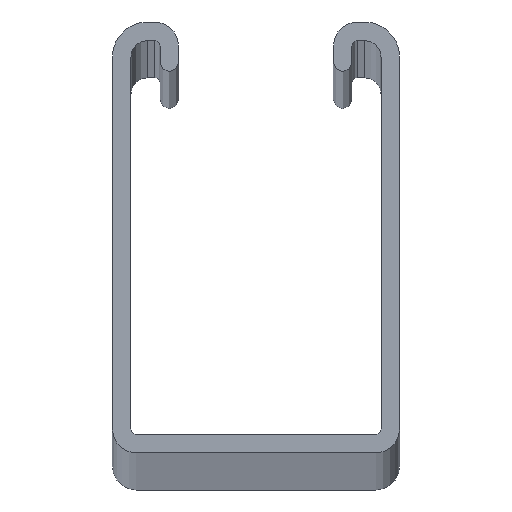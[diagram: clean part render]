
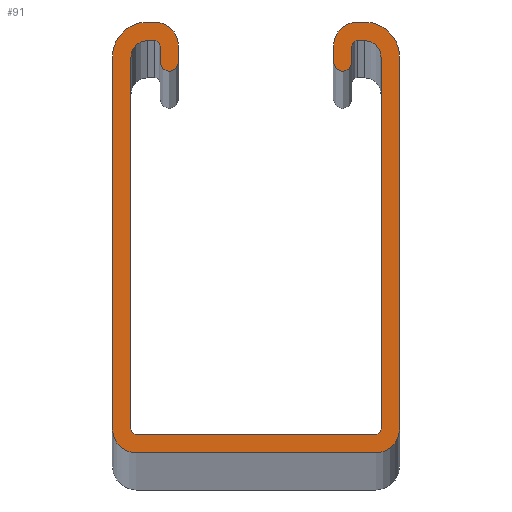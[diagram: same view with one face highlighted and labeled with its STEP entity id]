
A CAD part, top view. The second image highlights one B-rep face of the part: STEP entity #91.
In plain terms, the highlighted planar face has unit normal (0, 0, 1).
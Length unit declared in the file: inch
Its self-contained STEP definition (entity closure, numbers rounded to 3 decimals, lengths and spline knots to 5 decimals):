
#91=ADVANCED_FACE('',(#187),#188,.T.);
#187=FACE_OUTER_BOUND('',#285,.T.);
#188=PLANE('',#286);
#285=EDGE_LOOP('',(#491,#492,#493,#494,#495,#496,#497,#498,#499,#500,#501,#502,#503,#504,#505,#506,#507,#508,#509,#510,#511,#512,#513,#514,#515,#516,#517,#518));
#286=AXIS2_PLACEMENT_3D('',#519,#520,#521);
#491=ORIENTED_EDGE('',*,*,#700,.F.);
#492=ORIENTED_EDGE('',*,*,#674,.F.);
#493=ORIENTED_EDGE('',*,*,#695,.F.);
#494=ORIENTED_EDGE('',*,*,#691,.F.);
#495=ORIENTED_EDGE('',*,*,#701,.F.);
#496=ORIENTED_EDGE('',*,*,#612,.F.);
#497=ORIENTED_EDGE('',*,*,#665,.F.);
#498=ORIENTED_EDGE('',*,*,#622,.F.);
#499=ORIENTED_EDGE('',*,*,#702,.F.);
#500=ORIENTED_EDGE('',*,*,#637,.F.);
#501=ORIENTED_EDGE('',*,*,#703,.F.);
#502=ORIENTED_EDGE('',*,*,#704,.F.);
#503=ORIENTED_EDGE('',*,*,#684,.F.);
#504=ORIENTED_EDGE('',*,*,#705,.F.);
#505=ORIENTED_EDGE('',*,*,#670,.F.);
#506=ORIENTED_EDGE('',*,*,#706,.F.);
#507=ORIENTED_EDGE('',*,*,#707,.F.);
#508=ORIENTED_EDGE('',*,*,#680,.F.);
#509=ORIENTED_EDGE('',*,*,#708,.F.);
#510=ORIENTED_EDGE('',*,*,#709,.F.);
#511=ORIENTED_EDGE('',*,*,#632,.F.);
#512=ORIENTED_EDGE('',*,*,#678,.F.);
#513=ORIENTED_EDGE('',*,*,#617,.F.);
#514=ORIENTED_EDGE('',*,*,#667,.F.);
#515=ORIENTED_EDGE('',*,*,#688,.F.);
#516=ORIENTED_EDGE('',*,*,#697,.F.);
#517=ORIENTED_EDGE('',*,*,#710,.F.);
#518=ORIENTED_EDGE('',*,*,#627,.F.);
#519=CARTESIAN_POINT('',(0.8125,1.11119,120.0));
#520=DIRECTION('',(0.0,0.0,1.0));
#521=DIRECTION('',(1.0,0.0,0.0));
#612=EDGE_CURVE('',#727,#728,#729,.T.);
#617=EDGE_CURVE('',#736,#737,#738,.T.);
#622=EDGE_CURVE('',#745,#746,#747,.T.);
#627=EDGE_CURVE('',#754,#755,#756,.T.);
#632=EDGE_CURVE('',#763,#764,#765,.T.);
#637=EDGE_CURVE('',#772,#773,#774,.T.);
#665=EDGE_CURVE('',#746,#727,#820,.T.);
#667=EDGE_CURVE('',#822,#736,#823,.T.);
#670=EDGE_CURVE('',#826,#827,#828,.T.);
#674=EDGE_CURVE('',#832,#833,#834,.T.);
#678=EDGE_CURVE('',#737,#763,#838,.T.);
#680=EDGE_CURVE('',#840,#841,#842,.T.);
#684=EDGE_CURVE('',#846,#847,#848,.T.);
#688=EDGE_CURVE('',#852,#822,#853,.T.);
#691=EDGE_CURVE('',#856,#857,#858,.T.);
#695=EDGE_CURVE('',#857,#832,#862,.T.);
#697=EDGE_CURVE('',#864,#852,#865,.T.);
#700=EDGE_CURVE('',#833,#754,#868,.T.);
#701=EDGE_CURVE('',#728,#856,#869,.T.);
#702=EDGE_CURVE('',#773,#745,#870,.T.);
#703=EDGE_CURVE('',#871,#772,#872,.T.);
#704=EDGE_CURVE('',#847,#871,#873,.T.);
#705=EDGE_CURVE('',#827,#846,#874,.T.);
#706=EDGE_CURVE('',#875,#826,#876,.T.);
#707=EDGE_CURVE('',#841,#875,#877,.T.);
#708=EDGE_CURVE('',#878,#840,#879,.T.);
#709=EDGE_CURVE('',#764,#878,#880,.T.);
#710=EDGE_CURVE('',#755,#864,#881,.T.);
#727=VERTEX_POINT('',#898);
#728=VERTEX_POINT('',#899);
#729=LINE('',#900,#901);
#736=VERTEX_POINT('',#911);
#737=VERTEX_POINT('',#912);
#738=CIRCLE('',#913,0.13625);
#745=VERTEX_POINT('',#922);
#746=VERTEX_POINT('',#923);
#747=LINE('',#924,#925);
#754=VERTEX_POINT('',#935);
#755=VERTEX_POINT('',#936);
#756=LINE('',#937,#938);
#763=VERTEX_POINT('',#948);
#764=VERTEX_POINT('',#949);
#765=CIRCLE('',#950,0.19875);
#772=VERTEX_POINT('',#959);
#773=VERTEX_POINT('',#960);
#774=LINE('',#961,#962);
#820=CIRCLE('',#1021,0.09375);
#822=VERTEX_POINT('',#1023);
#823=LINE('',#1024,#1025);
#826=VERTEX_POINT('',#1029);
#827=VERTEX_POINT('',#1030);
#828=CIRCLE('',#1031,0.19875);
#832=VERTEX_POINT('',#1037);
#833=VERTEX_POINT('',#1038);
#834=LINE('',#1039,#1040);
#838=LINE('',#1046,#1047);
#840=VERTEX_POINT('',#1049);
#841=VERTEX_POINT('',#1050);
#842=LINE('',#1051,#1052);
#846=VERTEX_POINT('',#1058);
#847=VERTEX_POINT('',#1059);
#848=CIRCLE('',#1060,0.13625);
#852=VERTEX_POINT('',#1066);
#853=CIRCLE('',#1067,0.0525);
#856=VERTEX_POINT('',#1071);
#857=VERTEX_POINT('',#1072);
#858=LINE('',#1073,#1074);
#862=CIRCLE('',#1080,0.03125);
#864=VERTEX_POINT('',#1082);
#865=LINE('',#1083,#1084);
#868=CIRCLE('',#1088,0.09375);
#869=CIRCLE('',#1089,0.03125);
#870=CIRCLE('',#1090,0.03125);
#871=VERTEX_POINT('',#1091);
#872=CIRCLE('',#1092,0.0525);
#873=LINE('',#1093,#1094);
#874=LINE('',#1095,#1096);
#875=VERTEX_POINT('',#1097);
#876=LINE('',#1098,#1099);
#877=CIRCLE('',#1100,0.13625);
#878=VERTEX_POINT('',#1101);
#879=CIRCLE('',#1102,0.13625);
#880=LINE('',#1103,#1104);
#881=CIRCLE('',#1105,0.03125);
#898=CARTESIAN_POINT('',(0.105,2.23875,120.0));
#899=CARTESIAN_POINT('',(0.105,0.13625,120.0));
#900=CARTESIAN_POINT('',(0.105,0.13625,120.0));
#901=VECTOR('',#1124,1.0);
#911=CARTESIAN_POINT('',(1.25,2.30125,120.0));
#912=CARTESIAN_POINT('',(1.38625,2.4375,120.0));
#913=AXIS2_PLACEMENT_3D('',#1128,#1129,#1130);
#922=CARTESIAN_POINT('',(0.23875,2.3325,120.0));
#923=CARTESIAN_POINT('',(0.19875,2.3325,120.0));
#924=CARTESIAN_POINT('',(0.19875,2.3325,120.0));
#925=VECTOR('',#1136,1.0);
#935=CARTESIAN_POINT('',(1.42625,2.3325,120.0));
#936=CARTESIAN_POINT('',(1.38625,2.3325,120.0));
#937=CARTESIAN_POINT('',(1.38625,2.3325,120.0));
#938=VECTOR('',#1140,1.0);
#948=CARTESIAN_POINT('',(1.42625,2.4375,120.0));
#949=CARTESIAN_POINT('',(1.625,2.23875,120.0));
#950=AXIS2_PLACEMENT_3D('',#1144,#1145,#1146);
#959=CARTESIAN_POINT('',(0.27,2.209,120.0));
#960=CARTESIAN_POINT('',(0.27,2.30125,120.0));
#961=CARTESIAN_POINT('',(0.27,2.30125,120.0));
#962=VECTOR('',#1152,1.0);
#1021=AXIS2_PLACEMENT_3D('',#1202,#1203,#1204);
#1023=CARTESIAN_POINT('',(1.25,2.209,120.0));
#1024=CARTESIAN_POINT('',(1.25,2.30125,120.0));
#1025=VECTOR('',#1205,1.0);
#1029=CARTESIAN_POINT('',(0.,2.23875,120.0));
#1030=CARTESIAN_POINT('',(0.19875,2.4375,120.0));
#1031=AXIS2_PLACEMENT_3D('',#1207,#1208,#1209);
#1037=CARTESIAN_POINT('',(1.52,0.13625,120.0));
#1038=CARTESIAN_POINT('',(1.52,2.23875,120.0));
#1039=CARTESIAN_POINT('',(1.52,2.23875,120.0));
#1040=VECTOR('',#1212,1.0);
#1046=CARTESIAN_POINT('',(1.42625,2.4375,120.0));
#1047=VECTOR('',#1215,1.0);
#1049=CARTESIAN_POINT('',(1.48875,0.,120.0));
#1050=CARTESIAN_POINT('',(0.13625,0.0,120.0));
#1051=CARTESIAN_POINT('',(0.13625,0.0,120.0));
#1052=VECTOR('',#1216,1.0);
#1058=CARTESIAN_POINT('',(0.23875,2.4375,120.0));
#1059=CARTESIAN_POINT('',(0.375,2.30125,120.0));
#1060=AXIS2_PLACEMENT_3D('',#1219,#1220,#1221);
#1066=CARTESIAN_POINT('',(1.355,2.209,120.0));
#1067=AXIS2_PLACEMENT_3D('',#1224,#1225,#1226);
#1071=CARTESIAN_POINT('',(0.13625,0.105,120.0));
#1072=CARTESIAN_POINT('',(1.48875,0.105,120.0));
#1073=CARTESIAN_POINT('',(1.48875,0.105,120.0));
#1074=VECTOR('',#1228,1.0);
#1080=AXIS2_PLACEMENT_3D('',#1231,#1232,#1233);
#1082=CARTESIAN_POINT('',(1.355,2.30125,120.0));
#1083=CARTESIAN_POINT('',(1.355,2.209,120.0));
#1084=VECTOR('',#1234,1.0);
#1088=AXIS2_PLACEMENT_3D('',#1236,#1237,#1238);
#1089=AXIS2_PLACEMENT_3D('',#1239,#1240,#1241);
#1090=AXIS2_PLACEMENT_3D('',#1242,#1243,#1244);
#1091=CARTESIAN_POINT('',(0.375,2.209,120.0));
#1092=AXIS2_PLACEMENT_3D('',#1245,#1246,#1247);
#1093=CARTESIAN_POINT('',(0.375,2.209,120.0));
#1094=VECTOR('',#1248,1.0);
#1095=CARTESIAN_POINT('',(0.23875,2.4375,120.0));
#1096=VECTOR('',#1249,1.0);
#1097=CARTESIAN_POINT('',(0.,0.13625,120.0));
#1098=CARTESIAN_POINT('',(0.,2.23875,120.0));
#1099=VECTOR('',#1250,1.0);
#1100=AXIS2_PLACEMENT_3D('',#1251,#1252,#1253);
#1101=CARTESIAN_POINT('',(1.625,0.13625,120.0));
#1102=AXIS2_PLACEMENT_3D('',#1254,#1255,#1256);
#1103=CARTESIAN_POINT('',(1.625,0.13625,120.0));
#1104=VECTOR('',#1257,1.0);
#1105=AXIS2_PLACEMENT_3D('',#1258,#1259,#1260);
#1124=DIRECTION('',(-0.0,-1.0,-0.0));
#1128=CARTESIAN_POINT('',(1.38625,2.30125,120.0));
#1129=DIRECTION('',(0.0,0.0,-1.0));
#1130=DIRECTION('',(1.0,0.0,0.0));
#1136=DIRECTION('',(-1.0,0.,-0.0));
#1140=DIRECTION('',(-1.0,0.,0.0));
#1144=CARTESIAN_POINT('',(1.42625,2.23875,120.0));
#1145=DIRECTION('',(0.0,0.0,-1.0));
#1146=DIRECTION('',(1.0,0.0,0.0));
#1152=DIRECTION('',(0.,1.0,0.0));
#1202=CARTESIAN_POINT('',(0.19875,2.23875,120.0));
#1203=DIRECTION('',(0.0,0.0,1.0));
#1204=DIRECTION('',(1.0,0.0,0.0));
#1205=DIRECTION('',(0.,1.0,0.0));
#1207=CARTESIAN_POINT('',(0.19875,2.23875,120.0));
#1208=DIRECTION('',(0.0,0.0,-1.0));
#1209=DIRECTION('',(1.0,0.0,0.0));
#1212=DIRECTION('',(0.0,1.0,0.0));
#1215=DIRECTION('',(1.0,0.0,0.0));
#1216=DIRECTION('',(-1.0,0.,0.0));
#1219=CARTESIAN_POINT('',(0.23875,2.30125,120.0));
#1220=DIRECTION('',(0.0,0.0,-1.0));
#1221=DIRECTION('',(1.0,0.0,0.0));
#1224=CARTESIAN_POINT('',(1.3025,2.209,120.0));
#1225=DIRECTION('',(0.0,0.0,-1.0));
#1226=DIRECTION('',(1.0,0.0,0.0));
#1228=DIRECTION('',(1.0,0.0,0.0));
#1231=CARTESIAN_POINT('',(1.48875,0.13625,120.0));
#1232=DIRECTION('',(0.0,0.0,1.0));
#1233=DIRECTION('',(1.0,0.0,0.0));
#1234=DIRECTION('',(-0.0,-1.0,-0.0));
#1236=CARTESIAN_POINT('',(1.42625,2.23875,120.0));
#1237=DIRECTION('',(0.0,0.0,1.0));
#1238=DIRECTION('',(1.0,0.0,0.0));
#1239=CARTESIAN_POINT('',(0.13625,0.13625,120.0));
#1240=DIRECTION('',(0.0,0.0,1.0));
#1241=DIRECTION('',(1.0,0.0,0.0));
#1242=CARTESIAN_POINT('',(0.23875,2.30125,120.0));
#1243=DIRECTION('',(0.0,0.0,1.0));
#1244=DIRECTION('',(1.0,0.0,0.0));
#1245=CARTESIAN_POINT('',(0.3225,2.209,120.0));
#1246=DIRECTION('',(0.0,0.0,-1.0));
#1247=DIRECTION('',(1.0,0.0,0.0));
#1248=DIRECTION('',(0.,-1.0,0.0));
#1249=DIRECTION('',(1.0,0.,0.0));
#1250=DIRECTION('',(0.,1.0,0.0));
#1251=CARTESIAN_POINT('',(0.13625,0.13625,120.0));
#1252=DIRECTION('',(0.0,0.0,-1.0));
#1253=DIRECTION('',(1.0,0.0,0.0));
#1254=CARTESIAN_POINT('',(1.48875,0.13625,120.0));
#1255=DIRECTION('',(0.0,0.0,-1.0));
#1256=DIRECTION('',(1.0,0.0,0.0));
#1257=DIRECTION('',(0.,-1.0,0.0));
#1258=CARTESIAN_POINT('',(1.38625,2.30125,120.0));
#1259=DIRECTION('',(0.0,0.0,1.0));
#1260=DIRECTION('',(1.0,0.0,0.0));
